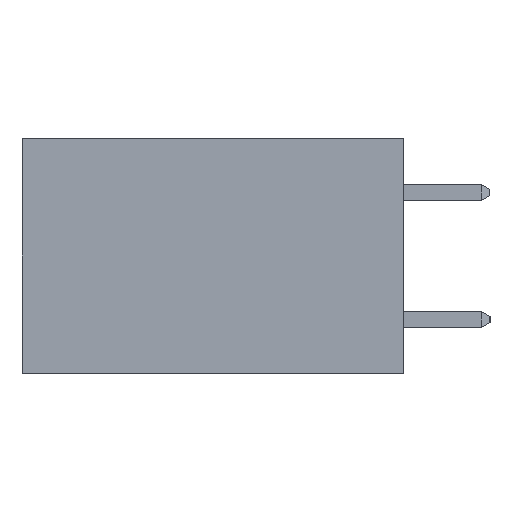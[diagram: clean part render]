
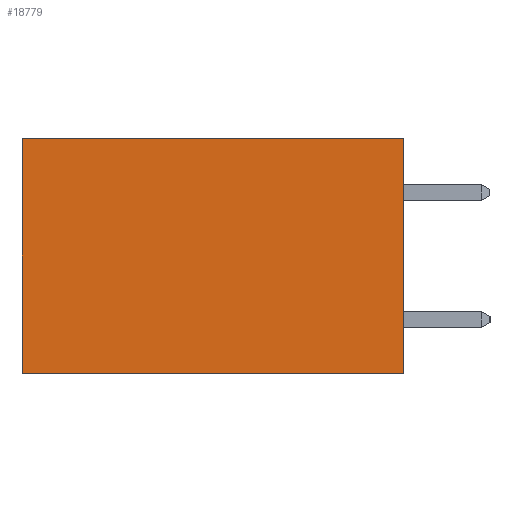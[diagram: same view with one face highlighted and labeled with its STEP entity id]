
A CAD part, left-side view. The second image highlights one B-rep face of the part: STEP entity #18779.
In plain terms, the highlighted planar face has unit normal (-1, 0, 0).
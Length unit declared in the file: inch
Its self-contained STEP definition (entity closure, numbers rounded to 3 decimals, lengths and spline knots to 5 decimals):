
#2079 = VERTEX_POINT ( 'NONE', #14172 ) ;
#2366 = ORIENTED_EDGE ( 'NONE', *, *, #12836, .F. ) ;
#2645 = CARTESIAN_POINT ( 'NONE',  ( 0.2875, 0., 0. ) ) ;
#4339 = DIRECTION ( 'NONE',  ( 0., 0., -1. ) ) ;
#4700 = DIRECTION ( 'NONE',  ( 0., 0., -1. ) ) ;
#8105 = DIRECTION ( 'NONE',  ( 0., 0., -1. ) ) ;
#8977 = VECTOR ( 'NONE', #4700, 39.37008 ) ;
#12656 = VECTOR ( 'NONE', #4339, 39.37008 ) ;
#12836 = EDGE_CURVE ( 'NONE', #2079, #31652, #27064, .T. ) ;
#12902 = LINE ( 'NONE', #23437, #12656 ) ;
#13581 = CARTESIAN_POINT ( 'NONE',  ( 0.2875, 0.6, 0. ) ) ;
#14172 = CARTESIAN_POINT ( 'NONE',  ( 0.2875, 0., 0. ) ) ;
#14801 = EDGE_CURVE ( 'NONE', #31652, #15566, #27519, .T. ) ;
#15566 = VERTEX_POINT ( 'NONE', #27200 ) ;
#18211 = EDGE_CURVE ( 'NONE', #31318, #15566, #12902, .T. ) ;
#18680 = ORIENTED_EDGE ( 'NONE', *, *, #18211, .T. ) ;
#18779 = ADVANCED_FACE ( 'NONE', ( #24267 ), #32990, .F. ) ;
#21117 = LINE ( 'NONE', #24339, #28546 ) ;
#21361 = CARTESIAN_POINT ( 'NONE',  ( 0.2875, 0., -0.37 ) ) ;
#21508 = CARTESIAN_POINT ( 'NONE',  ( 0.2875, 0., -0.37 ) ) ;
#23437 = CARTESIAN_POINT ( 'NONE',  ( 0.2875, 0.6, 0. ) ) ;
#23956 = EDGE_CURVE ( 'NONE', #2079, #31318, #21117, .T. ) ;
#24267 = FACE_OUTER_BOUND ( 'NONE', #28982, .T. ) ;
#24339 = CARTESIAN_POINT ( 'NONE',  ( 0.2875, 0., 0. ) ) ;
#24498 = CARTESIAN_POINT ( 'NONE',  ( 0.2875, 0., 0. ) ) ;
#27064 = LINE ( 'NONE', #24498, #8977 ) ;
#27172 = AXIS2_PLACEMENT_3D ( 'NONE', #2645, #35362, #8105 ) ;
#27200 = CARTESIAN_POINT ( 'NONE',  ( 0.2875, 0.6, -0.37 ) ) ;
#27519 = LINE ( 'NONE', #21361, #32856 ) ;
#27685 = ORIENTED_EDGE ( 'NONE', *, *, #14801, .F. ) ;
#28546 = VECTOR ( 'NONE', #32363, 39.37008 ) ;
#28982 = EDGE_LOOP ( 'NONE', ( #18680, #27685, #2366, #29261 ) ) ;
#29261 = ORIENTED_EDGE ( 'NONE', *, *, #23956, .T. ) ;
#30053 = DIRECTION ( 'NONE',  ( 0., 1., 0. ) ) ;
#31318 = VERTEX_POINT ( 'NONE', #13581 ) ;
#31652 = VERTEX_POINT ( 'NONE', #21508 ) ;
#32363 = DIRECTION ( 'NONE',  ( 0., 1., 0. ) ) ;
#32856 = VECTOR ( 'NONE', #30053, 39.37008 ) ;
#32990 = PLANE ( 'NONE',  #27172 ) ;
#35362 = DIRECTION ( 'NONE',  ( 1., 0., 0. ) ) ;
